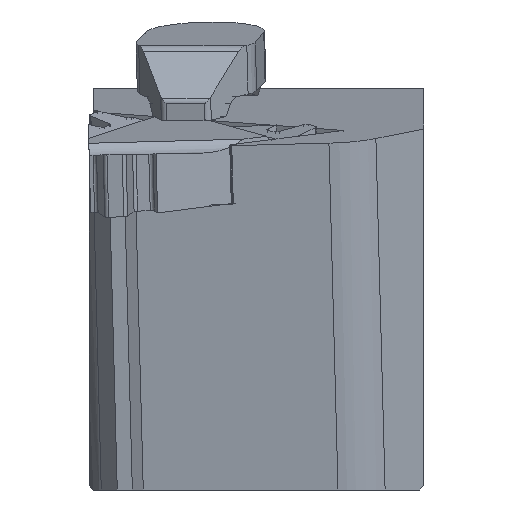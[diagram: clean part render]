
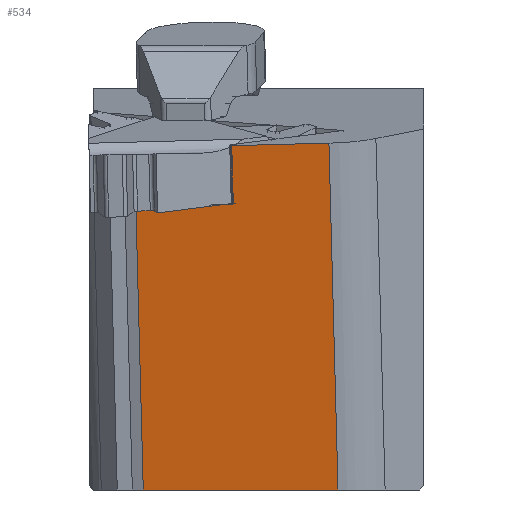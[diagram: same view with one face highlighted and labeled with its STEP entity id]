
A CAD part, left-side view. The second image highlights one B-rep face of the part: STEP entity #534.
In plain terms, the highlighted planar face has unit normal (-0.985, -0.004, -0.174).
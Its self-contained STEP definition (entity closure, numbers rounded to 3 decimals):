
#398=FACE_OUTER_BOUND('',#706,.T.);
#534=ADVANCED_FACE('',(#398),#635,.F.);
#635=PLANE('',#2250);
#706=EDGE_LOOP('',(#862,#863,#864,#865,#866,#867));
#862=ORIENTED_EDGE('',*,*,#1587,.F.);
#863=ORIENTED_EDGE('',*,*,#1588,.T.);
#864=ORIENTED_EDGE('',*,*,#1589,.F.);
#865=ORIENTED_EDGE('',*,*,#1590,.F.);
#866=ORIENTED_EDGE('',*,*,#1591,.T.);
#867=ORIENTED_EDGE('',*,*,#1572,.F.);
#1394=VERTEX_POINT('',#2972);
#1395=VERTEX_POINT('',#2974);
#1408=VERTEX_POINT('',#3004);
#1409=VERTEX_POINT('',#3006);
#1410=VERTEX_POINT('',#3008);
#1411=VERTEX_POINT('',#3010);
#1572=EDGE_CURVE('',#1394,#1395,#1843,.T.);
#1587=EDGE_CURVE('',#1408,#1394,#1856,.T.);
#1588=EDGE_CURVE('',#1408,#1409,#1857,.T.);
#1589=EDGE_CURVE('',#1410,#1409,#1858,.T.);
#1590=EDGE_CURVE('',#1411,#1410,#1859,.T.);
#1591=EDGE_CURVE('',#1411,#1395,#1860,.T.);
#1843=LINE('',#2973,#2044);
#1856=LINE('',#3003,#2057);
#1857=LINE('',#3005,#2058);
#1858=LINE('',#3007,#2059);
#1859=LINE('',#3009,#2060);
#1860=LINE('',#3011,#2061);
#2044=VECTOR('',#2425,1.);
#2057=VECTOR('',#2446,1.);
#2058=VECTOR('',#2447,1.);
#2059=VECTOR('',#2448,1.);
#2060=VECTOR('',#2449,1.);
#2061=VECTOR('',#2450,1.);
#2250=AXIS2_PLACEMENT_3D('',#3012,#2451,#2452);
#2425=DIRECTION('',(0.,-1.,0.026));
#2446=DIRECTION('',(-0.174,0.026,0.984));
#2447=DIRECTION('',(0.,1.,-0.026));
#2448=DIRECTION('',(-0.174,0.026,0.984));
#2449=DIRECTION('',(-0.005,1.,0.));
#2450=DIRECTION('',(-0.174,0.026,0.984));
#2451=DIRECTION('',(0.985,0.005,0.174));
#2452=DIRECTION('',(0.174,0.,-0.985));
#2972=CARTESIAN_POINT('',(4.09,14.422,0.744));
#2973=CARTESIAN_POINT('',(4.09,21.634,0.555));
#2974=CARTESIAN_POINT('',(4.09,7.083,0.936));
#3003=CARTESIAN_POINT('',(3.128,14.565,6.198));
#3004=CARTESIAN_POINT('',(4.864,14.307,-3.647));
#3005=CARTESIAN_POINT('',(4.864,21.519,-3.836));
#3006=CARTESIAN_POINT('',(4.864,21.519,-3.836));
#3007=CARTESIAN_POINT('',(10.984,20.611,-38.529));
#3008=CARTESIAN_POINT('',(8.597,20.965,-25.));
#3009=CARTESIAN_POINT('',(8.599,20.6,-25.));
#3010=CARTESIAN_POINT('',(8.665,6.404,-25.));
#3011=CARTESIAN_POINT('',(10.984,6.059,-38.148));
#3012=CARTESIAN_POINT('',(10.984,20.611,-38.529));
